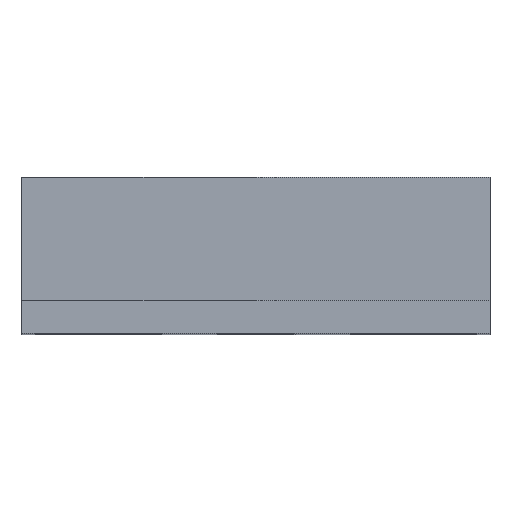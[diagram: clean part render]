
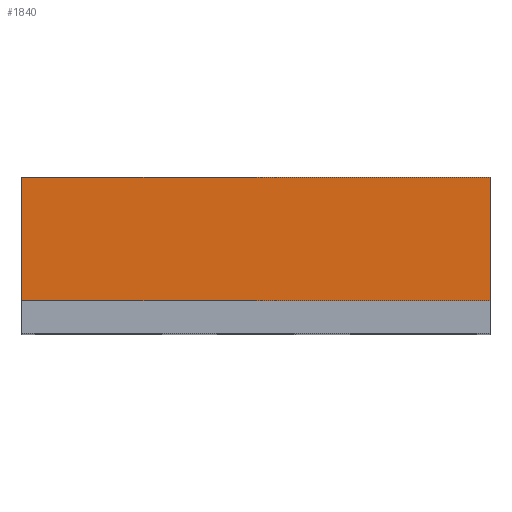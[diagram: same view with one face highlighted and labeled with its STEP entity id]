
A CAD part, top view. The second image highlights one B-rep face of the part: STEP entity #1840.
In plain terms, the highlighted planar face has unit normal (0, 0, 1).
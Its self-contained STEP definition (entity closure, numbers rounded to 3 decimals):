
#318 = CARTESIAN_POINT ( 'NONE',  ( 1.5, 0.21, 2.5 ) ) ;
#339 = LINE ( 'NONE', #1843, #3207 ) ;
#379 = CARTESIAN_POINT ( 'NONE',  ( -1.5, 0.21, 2.5 ) ) ;
#441 = FACE_OUTER_BOUND ( 'NONE', #3007, .T. ) ;
#472 = DIRECTION ( 'NONE',  ( 0., 0., -1. ) ) ;
#727 = CARTESIAN_POINT ( 'NONE',  ( -1.5, 0.21, 2.5 ) ) ;
#982 = VERTEX_POINT ( 'NONE', #727 ) ;
#1019 = LINE ( 'NONE', #4805, #3866 ) ;
#1121 = ORIENTED_EDGE ( 'NONE', *, *, #3664, .F. ) ;
#1227 = DIRECTION ( 'NONE',  ( 1., 0., 0. ) ) ;
#1840 = ADVANCED_FACE ( 'NONE', ( #441 ), #2341, .F. ) ;
#1843 = CARTESIAN_POINT ( 'NONE',  ( -1.5, 7.831, 2.5 ) ) ;
#1981 = DIRECTION ( 'NONE',  ( -1., 0., 0. ) ) ;
#2006 = ORIENTED_EDGE ( 'NONE', *, *, #3564, .F. ) ;
#2274 = CARTESIAN_POINT ( 'NONE',  ( 1.5, 7.831, 2.5 ) ) ;
#2291 = VERTEX_POINT ( 'NONE', #318 ) ;
#2294 = LINE ( 'NONE', #379, #2555 ) ;
#2319 = ORIENTED_EDGE ( 'NONE', *, *, #3613, .T. ) ;
#2341 = PLANE ( 'NONE',  #4190 ) ;
#2555 = VECTOR ( 'NONE', #1227, 1000. ) ;
#2773 = VERTEX_POINT ( 'NONE', #3461 ) ;
#2853 = CARTESIAN_POINT ( 'NONE',  ( -1.5, 1., 2.5 ) ) ;
#3007 = EDGE_LOOP ( 'NONE', ( #2006, #2319, #3798, #1121 ) ) ;
#3207 = VECTOR ( 'NONE', #4456, 1000. ) ;
#3461 = CARTESIAN_POINT ( 'NONE',  ( 1.5, 1., 2.5 ) ) ;
#3564 = EDGE_CURVE ( 'NONE', #4550, #2773, #1019, .T. ) ;
#3613 = EDGE_CURVE ( 'NONE', #4550, #982, #339, .T. ) ;
#3664 = EDGE_CURVE ( 'NONE', #2773, #2291, #4555, .T. ) ;
#3699 = VECTOR ( 'NONE', #4254, 1000. ) ;
#3798 = ORIENTED_EDGE ( 'NONE', *, *, #4395, .T. ) ;
#3866 = VECTOR ( 'NONE', #4062, 1000. ) ;
#3876 = CARTESIAN_POINT ( 'NONE',  ( -1.5, 7.831, 2.5 ) ) ;
#4062 = DIRECTION ( 'NONE',  ( 1., 0., 0. ) ) ;
#4190 = AXIS2_PLACEMENT_3D ( 'NONE', #3876, #472, #1981 ) ;
#4254 = DIRECTION ( 'NONE',  ( 0., -1., 0. ) ) ;
#4395 = EDGE_CURVE ( 'NONE', #982, #2291, #2294, .T. ) ;
#4456 = DIRECTION ( 'NONE',  ( 0., -1., 0. ) ) ;
#4550 = VERTEX_POINT ( 'NONE', #2853 ) ;
#4555 = LINE ( 'NONE', #2274, #3699 ) ;
#4805 = CARTESIAN_POINT ( 'NONE',  ( -1.5, 1., 2.5 ) ) ;
